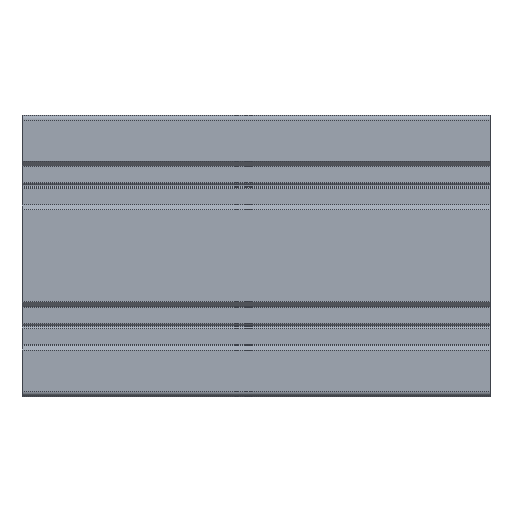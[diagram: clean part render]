
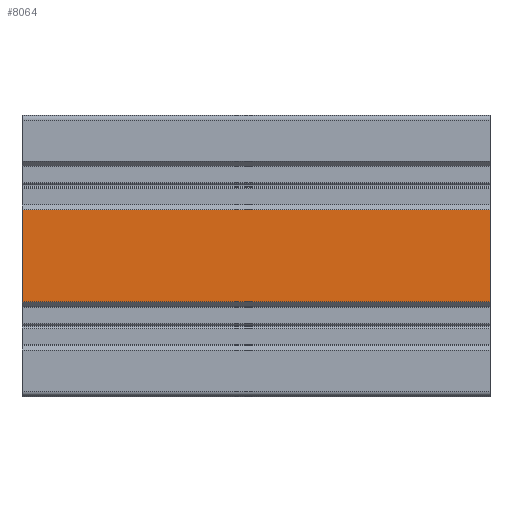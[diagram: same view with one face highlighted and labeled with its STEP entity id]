
A CAD part, top view. The second image highlights one B-rep face of the part: STEP entity #8064.
In plain terms, the highlighted planar face has unit normal (0, 0, 1).
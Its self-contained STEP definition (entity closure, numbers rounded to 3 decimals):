
#148 = CARTESIAN_POINT ( 'NONE',  ( 59.184, 64.748, 30. ) ) ;
#446 = CARTESIAN_POINT ( 'NONE',  ( -40.816, 64.748, 30. ) ) ;
#524 = VERTEX_POINT ( 'NONE', #4372 ) ;
#660 = VECTOR ( 'NONE', #8678, 1000. ) ;
#1066 = EDGE_CURVE ( 'NONE', #1512, #10067, #1788, .T. ) ;
#1128 = DIRECTION ( 'NONE',  ( 0., 0., -1. ) ) ;
#1157 = CARTESIAN_POINT ( 'NONE',  ( 59.184, 64.748, 30. ) ) ;
#1512 = VERTEX_POINT ( 'NONE', #10296 ) ;
#1544 = DIRECTION ( 'NONE',  ( 0., -1., 0. ) ) ;
#1788 = LINE ( 'NONE', #1157, #10474 ) ;
#2191 = CARTESIAN_POINT ( 'NONE',  ( -40.816, 45.048, 30. ) ) ;
#3225 = CARTESIAN_POINT ( 'NONE',  ( 59.184, 64.748, 30. ) ) ;
#3412 = ORIENTED_EDGE ( 'NONE', *, *, #7630, .T. ) ;
#3417 = LINE ( 'NONE', #4534, #660 ) ;
#4244 = EDGE_CURVE ( 'NONE', #10067, #9459, #3417, .T. ) ;
#4372 = CARTESIAN_POINT ( 'NONE',  ( -40.816, 64.748, 30. ) ) ;
#4534 = CARTESIAN_POINT ( 'NONE',  ( 59.184, 45.048, 30. ) ) ;
#5746 = VECTOR ( 'NONE', #10404, 1000. ) ;
#6255 = DIRECTION ( 'NONE',  ( -1., 0., 0. ) ) ;
#6411 = FACE_OUTER_BOUND ( 'NONE', #10577, .T. ) ;
#7348 = LINE ( 'NONE', #148, #5746 ) ;
#7367 = DIRECTION ( 'NONE',  ( 0., -1., 0. ) ) ;
#7630 = EDGE_CURVE ( 'NONE', #524, #9459, #9308, .T. ) ;
#8064 = ADVANCED_FACE ( 'NONE', ( #6411 ), #10363, .F. ) ;
#8181 = AXIS2_PLACEMENT_3D ( 'NONE', #3225, #1128, #6255 ) ;
#8678 = DIRECTION ( 'NONE',  ( -1., 0., 0. ) ) ;
#8689 = VECTOR ( 'NONE', #1544, 1000. ) ;
#9104 = ORIENTED_EDGE ( 'NONE', *, *, #1066, .F. ) ;
#9308 = LINE ( 'NONE', #446, #8689 ) ;
#9459 = VERTEX_POINT ( 'NONE', #2191 ) ;
#9506 = EDGE_CURVE ( 'NONE', #1512, #524, #7348, .T. ) ;
#10057 = ORIENTED_EDGE ( 'NONE', *, *, #9506, .T. ) ;
#10067 = VERTEX_POINT ( 'NONE', #12655 ) ;
#10296 = CARTESIAN_POINT ( 'NONE',  ( 59.184, 64.748, 30. ) ) ;
#10363 = PLANE ( 'NONE',  #8181 ) ;
#10404 = DIRECTION ( 'NONE',  ( -1., 0., 0. ) ) ;
#10474 = VECTOR ( 'NONE', #7367, 1000. ) ;
#10577 = EDGE_LOOP ( 'NONE', ( #3412, #11310, #9104, #10057 ) ) ;
#11310 = ORIENTED_EDGE ( 'NONE', *, *, #4244, .F. ) ;
#12655 = CARTESIAN_POINT ( 'NONE',  ( 59.184, 45.048, 30. ) ) ;
